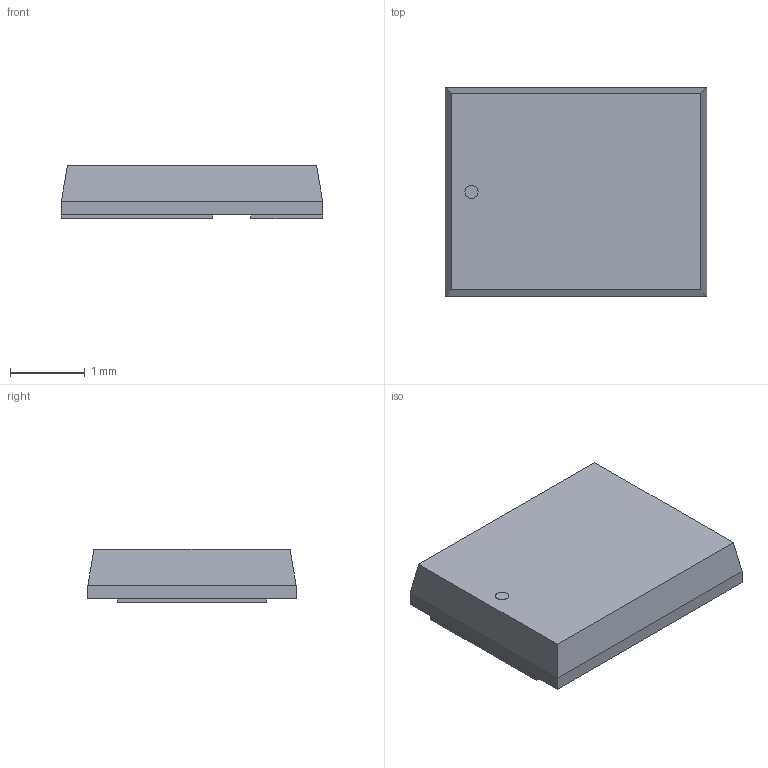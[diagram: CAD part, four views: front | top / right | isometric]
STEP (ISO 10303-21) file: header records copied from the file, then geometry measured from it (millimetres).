
FILE_DESCRIPTION(('STEP AP214'),'1');
FILE_NAME('LED_JE2835_CRW','2026-02-26T01:55:07',(''),(''),'','','');
FILE_SCHEMA(('AUTOMOTIVE_DESIGN'));
Length unit declared in the file: millimetre
Products named in the file (1): product
Bounding box: 3.51 x 2.79 x 0.71 mm (x, y, z)
Volume: 6.5 mm3; surface area: 39.6 mm2
Topology: 4 solids, 4 shells, 25 faces, 47 edges, 30 vertices
Faces by surface type: plane 24, cylinder 1
Full cylindrical faces by diameter (mm): 0.175 x1
Entity records: 753 total; most frequent: DIRECTION 102, ORIENTED_EDGE 92, CARTESIAN_POINT 59, EDGE_CURVE 46, LINE 44, VECTOR 44, VERTEX_POINT 30, AXIS2_PLACEMENT_3D 29
